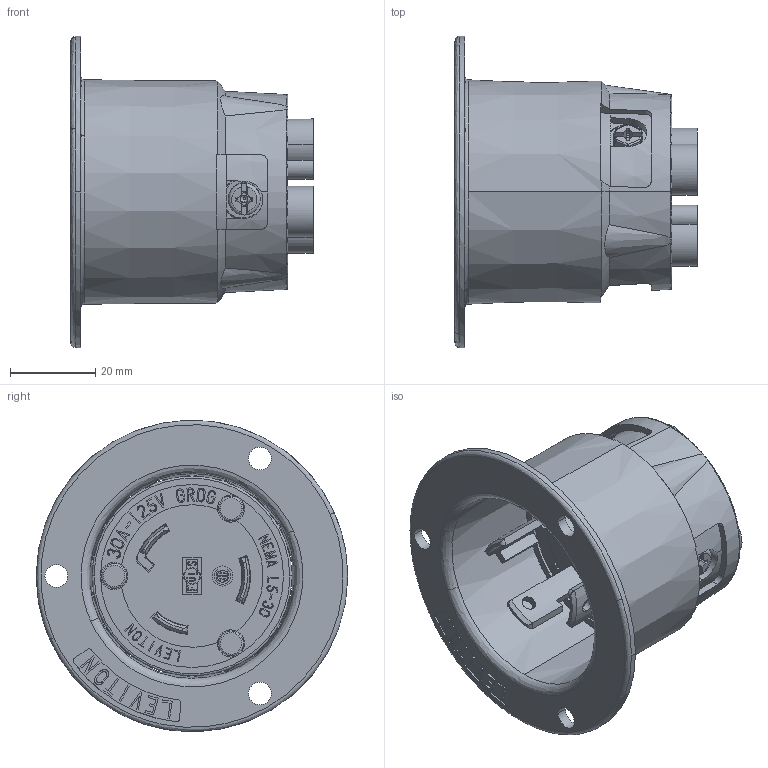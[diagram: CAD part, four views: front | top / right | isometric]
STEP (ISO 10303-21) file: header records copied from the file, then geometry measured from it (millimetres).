
FILE_DESCRIPTION (( 'STEP AP214' ), '1' );
FILE_NAME ('ORC4497-M01.STEP', '2024-04-03T17:32:21', ( '' ), ( '' ), 'SwSTEP 2.0', 'SolidWorks 2020', '' );
FILE_SCHEMA (( 'AUTOMOTIVE_DESIGN' ));
Length unit declared in the file: inch
Products named in the file (1): ORC4497-M01
Bounding box: 56.72 x 72.9 x 72.9 mm (x, y, z)
Volume: 53319.5 mm3; surface area: 36285.9 mm2
Topology: 2 solids, 8 shells, 2115 faces, 6143 edges, 4067 vertices
Faces by surface type: plane 1191, cylinder 711, bspline 108, cone 97, torus 8
Entity records: 112730 total; most frequent: CARTESIAN_POINT 57419, ORIENTED_EDGE 12282, DIRECTION 9532, EDGE_CURVE 6141, VERTEX_POINT 4067, LINE 3418, VECTOR 3418, AXIS2_PLACEMENT_3D 3057
